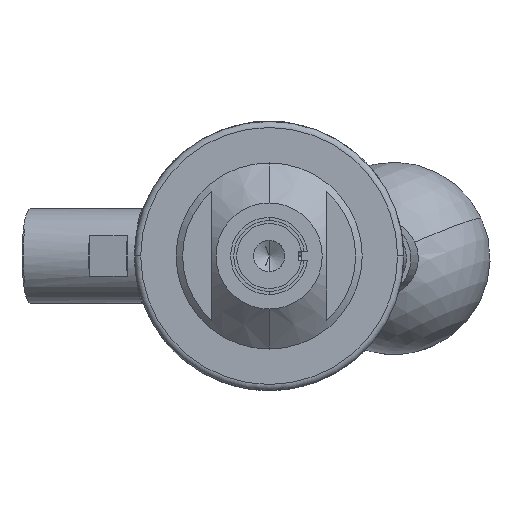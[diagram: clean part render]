
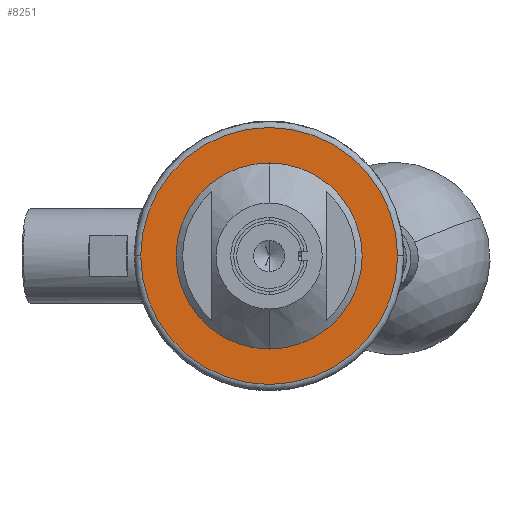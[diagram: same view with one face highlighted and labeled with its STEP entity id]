
A CAD part, left-side view. The second image highlights one B-rep face of the part: STEP entity #8251.
In plain terms, the highlighted planar face has unit normal (-1, 0, 0).
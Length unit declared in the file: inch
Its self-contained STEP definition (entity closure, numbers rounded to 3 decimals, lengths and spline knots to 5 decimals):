
#105 = DIRECTION ( 'NONE',  ( 0., 0., -1. ) ) ;
#215 = CARTESIAN_POINT ( 'NONE',  ( -3.921, 0., 0. ) ) ;
#608 = VERTEX_POINT ( 'NONE', #1775 ) ;
#685 = AXIS2_PLACEMENT_3D ( 'NONE', #215, #4950, #8510 ) ;
#1262 = CARTESIAN_POINT ( 'NONE',  ( -3.921, 0., 0. ) ) ;
#1387 = ORIENTED_EDGE ( 'NONE', *, *, #15425, .T. ) ;
#1502 = DIRECTION ( 'NONE',  ( 0., 0., -1. ) ) ;
#1775 = CARTESIAN_POINT ( 'NONE',  ( -3.921, 0., -0.27344 ) ) ;
#2375 = CIRCLE ( 'NONE', #15337, 0.27344 ) ;
#2573 = CARTESIAN_POINT ( 'NONE',  ( -3.921, 0., 0. ) ) ;
#3168 = CIRCLE ( 'NONE', #685, 0.835 ) ;
#4263 = FACE_BOUND ( 'NONE', #14672, .T. ) ;
#4425 = EDGE_LOOP ( 'NONE', ( #5601, #1387 ) ) ;
#4950 = DIRECTION ( 'NONE',  ( -1., 0., 0. ) ) ;
#5056 = DIRECTION ( 'NONE',  ( -1., 0., 0. ) ) ;
#5127 = AXIS2_PLACEMENT_3D ( 'NONE', #2573, #12195, #1502 ) ;
#5128 = CARTESIAN_POINT ( 'NONE',  ( -3.921, 0.835, 0. ) ) ;
#5388 = PLANE ( 'NONE',  #6134 ) ;
#5540 = CARTESIAN_POINT ( 'NONE',  ( -3.921, 0., 0.27344 ) ) ;
#5601 = ORIENTED_EDGE ( 'NONE', *, *, #11413, .T. ) ;
#6024 = DIRECTION ( 'NONE',  ( -1., 0., 0. ) ) ;
#6134 = AXIS2_PLACEMENT_3D ( 'NONE', #10140, #11916, #7871 ) ;
#6174 = CIRCLE ( 'NONE', #9382, 0.835 ) ;
#7234 = ORIENTED_EDGE ( 'NONE', *, *, #9826, .F. ) ;
#7430 = CARTESIAN_POINT ( 'NONE',  ( -3.921, -0.835, 0. ) ) ;
#7871 = DIRECTION ( 'NONE',  ( 0., -1., 0. ) ) ;
#7918 = EDGE_CURVE ( 'NONE', #608, #11275, #2375, .T. ) ;
#8251 = ADVANCED_FACE ( 'NONE', ( #4263, #8869 ), #5388, .F. ) ;
#8510 = DIRECTION ( 'NONE',  ( 0., -1., 0. ) ) ;
#8629 = CARTESIAN_POINT ( 'NONE',  ( -3.921, 0., 0. ) ) ;
#8869 = FACE_OUTER_BOUND ( 'NONE', #4425, .T. ) ;
#9287 = ORIENTED_EDGE ( 'NONE', *, *, #7918, .F. ) ;
#9382 = AXIS2_PLACEMENT_3D ( 'NONE', #8629, #5056, #14593 ) ;
#9794 = VERTEX_POINT ( 'NONE', #7430 ) ;
#9826 = EDGE_CURVE ( 'NONE', #11275, #608, #14852, .T. ) ;
#10140 = CARTESIAN_POINT ( 'NONE',  ( -3.921, -0.875, 0. ) ) ;
#11275 = VERTEX_POINT ( 'NONE', #5540 ) ;
#11413 = EDGE_CURVE ( 'NONE', #9794, #13712, #3168, .T. ) ;
#11916 = DIRECTION ( 'NONE',  ( 1., 0., 0. ) ) ;
#12195 = DIRECTION ( 'NONE',  ( -1., 0., 0. ) ) ;
#13712 = VERTEX_POINT ( 'NONE', #5128 ) ;
#14593 = DIRECTION ( 'NONE',  ( 0., -1., 0. ) ) ;
#14672 = EDGE_LOOP ( 'NONE', ( #9287, #7234 ) ) ;
#14852 = CIRCLE ( 'NONE', #5127, 0.27344 ) ;
#15337 = AXIS2_PLACEMENT_3D ( 'NONE', #1262, #6024, #105 ) ;
#15425 = EDGE_CURVE ( 'NONE', #13712, #9794, #6174, .T. ) ;
